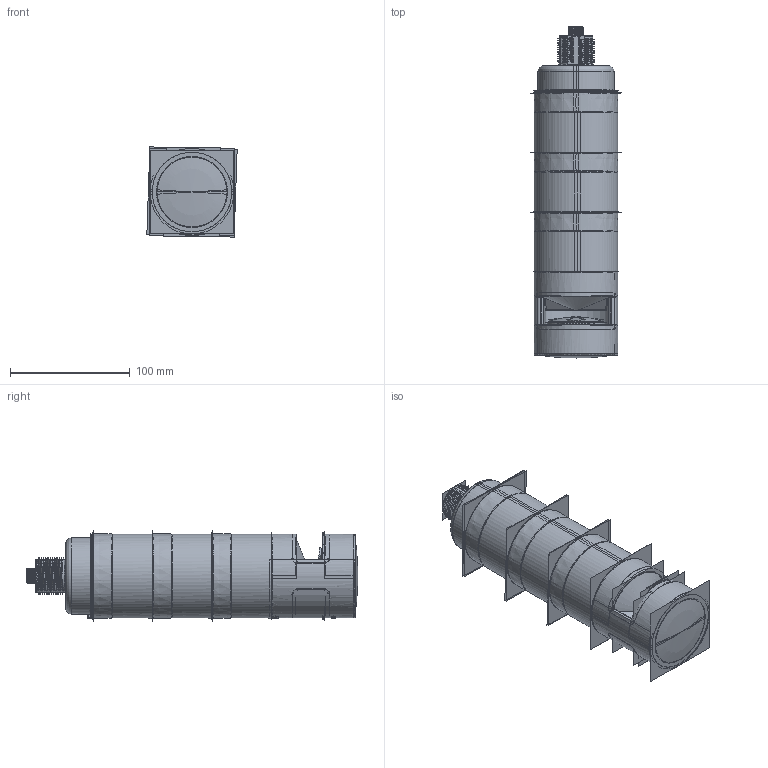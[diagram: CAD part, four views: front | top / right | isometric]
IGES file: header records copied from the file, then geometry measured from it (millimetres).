
Start section:  PTC IGES file: 233622_sm01.igs
Global section: file name: 233622_sm01.igs; native system: Creo Parametric by PTC Inc.; preprocessor: 2022414; author: banengservice; organization: Unknown; date: 20240610.143739; units: millimetre
Bounding box: 75.3 x 276.74 x 75.3 mm (x, y, z)
Volume: 864239.4 mm3; surface area: 388741.6 mm2
Topology: 1 solids, 1 shells, 1806 faces, 9342 edges, 11780 vertices
Faces by surface type: revolution 900, bspline 862, extrusion 44
